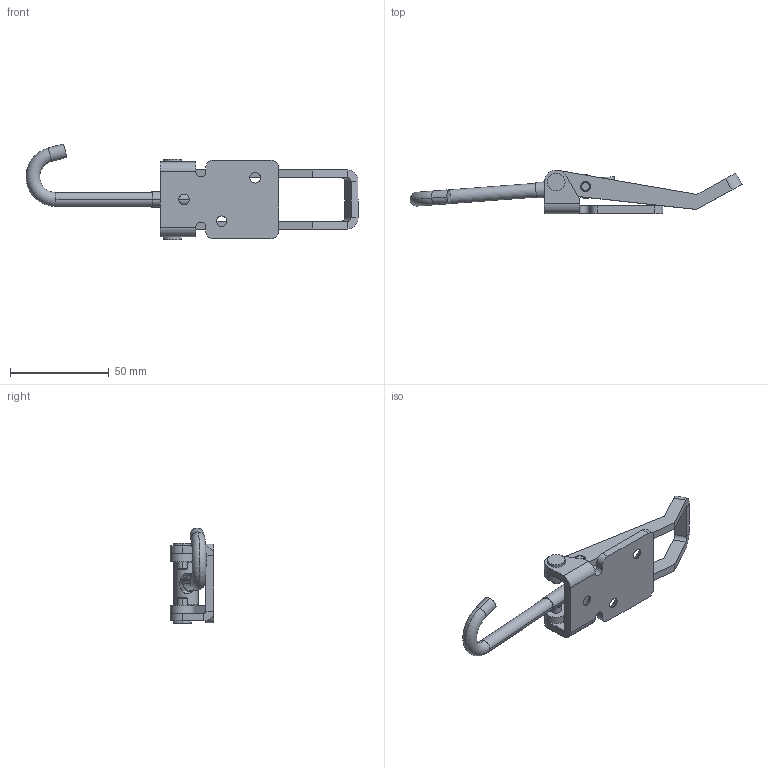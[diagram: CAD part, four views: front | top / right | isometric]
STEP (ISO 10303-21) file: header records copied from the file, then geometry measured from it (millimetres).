
FILE_DESCRIPTION (( 'STEP AP214' ), '1' );
FILE_NAME ('521062 - HC ZP.STEP', '2017-02-06T09:29:49', ( '' ), ( '' ), 'SwSTEP 2.0', 'SolidWorks 2015', '' );
FILE_SCHEMA (( 'AUTOMOTIVE_DESIGN' ));
Length unit declared in the file: millimetre
Products named in the file (6): 703 - Hake; 703 - Rulle; 704 - Rivet Gradin; 703 - Bygel; 703 - Platta C; 521062 - HC ZP
Assembly tree (6 placements, depth 2):
  521062 - HC ZP
    703 - Platta C
    703 - Bygel
    704 - Rivet Gradin  x2
    703 - Rulle
    703 - Hake
Bounding box: 168.27 x 22 x 48.58 mm (x, y, z)
Volume: 25732.6 mm3; surface area: 17531.5 mm2
Topology: 6 solids, 6 shells, 140 faces, 311 edges, 190 vertices
Faces by surface type: cylinder 63, plane 57, cone 18, torus 2
Entity records: 4019 total; most frequent: CARTESIAN_POINT 750, DIRECTION 693, ORIENTED_EDGE 578, EDGE_CURVE 289, AXIS2_PLACEMENT_3D 271, VERTEX_POINT 176, EDGE_LOOP 153, LINE 151
